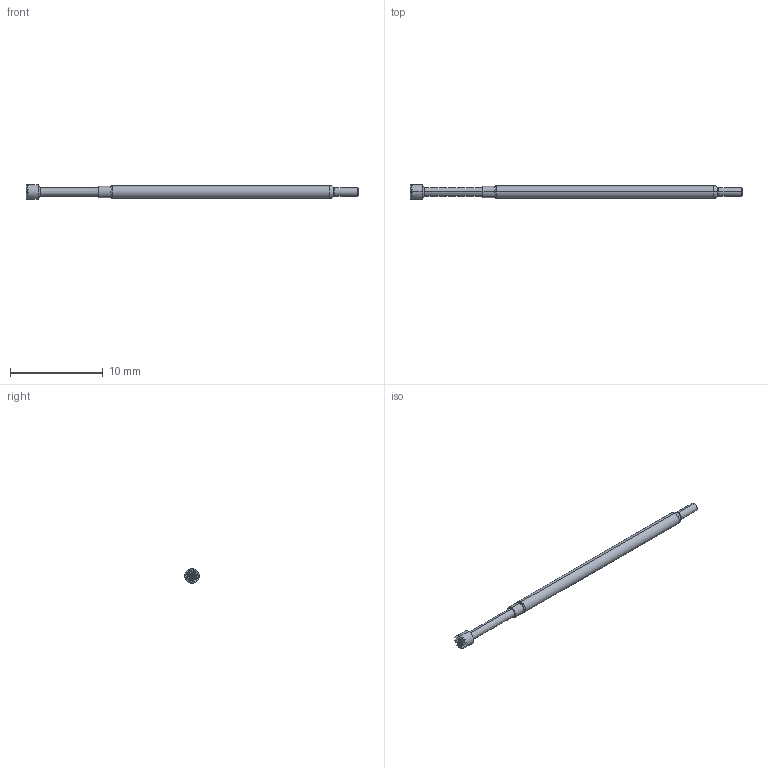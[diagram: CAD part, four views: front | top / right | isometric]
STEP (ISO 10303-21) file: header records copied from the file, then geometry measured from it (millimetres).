
FILE_DESCRIPTION (( 'STEP AP214' ), '1' );
FILE_NAME ('X75-PRP2526_.STEP', '2016-04-12T15:08:35', ( 'spare' ), ( '' ), 'SwSTEP 2.0', 'SolidWorks 2016', '' );
FILE_SCHEMA (( 'AUTOMOTIVE_DESIGN' ));
Length unit declared in the file: inch
Products named in the file (1): X75-PRP2526_
Bounding box: 35.81 x 1.57 x 1.57 mm (x, y, z)
Volume: 45.3 mm3; surface area: 146.3 mm2
Topology: 1 solids, 1 shells, 92 faces, 232 edges, 143 vertices
Faces by surface type: cone 42, cylinder 24, plane 18, torus 8
Entity records: 4106 total; most frequent: CARTESIAN_POINT 858, ORIENTED_EDGE 464, DIRECTION 372, EDGE_CURVE 232, AXIS2_PLACEMENT_3D 177, VERTEX_POINT 143, B_SPLINE_CURVE_WITH_KNOTS 130, UNCERTAINTY_MEASURE_WITH_UNIT 95
